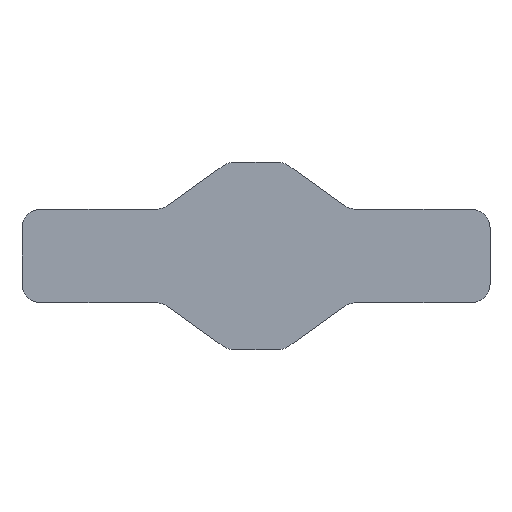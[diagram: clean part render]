
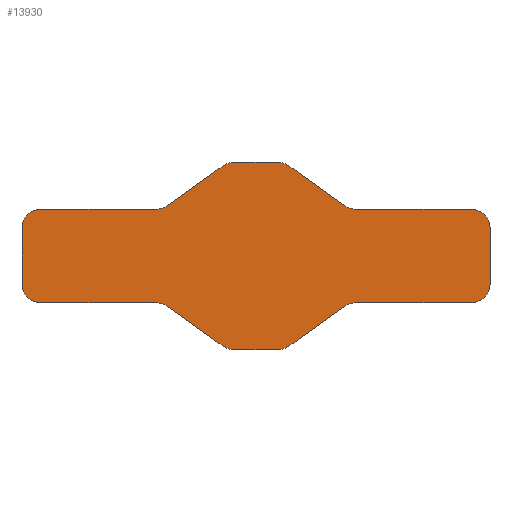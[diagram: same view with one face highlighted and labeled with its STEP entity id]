
A CAD part, front view. The second image highlights one B-rep face of the part: STEP entity #13930.
In plain terms, the highlighted planar face has unit normal (0, -1, 0).
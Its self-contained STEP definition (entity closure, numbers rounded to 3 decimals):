
#27=CARTESIAN_POINT('',(-1150.,0.,-150.));
#28=DIRECTION('',(0.,-1.,0.));
#29=DIRECTION('',(-1.,0.,0.));
#30=AXIS2_PLACEMENT_3D('',#27,#28,#29);
#36=DIRECTION('',(0.,0.,1.));
#37=VECTOR('',#36,300.);
#38=CARTESIAN_POINT('',(-1250.,0.,-150.));
#39=LINE('',#38,#37);
#43=CARTESIAN_POINT('',(-1150.,0.,150.));
#44=DIRECTION('',(0.,-1.,0.));
#45=DIRECTION('',(0.,0.,1.));
#46=AXIS2_PLACEMENT_3D('',#43,#44,#45);
#51=DIRECTION('',(1.,0.,0.));
#52=VECTOR('',#51,617.953);
#53=CARTESIAN_POINT('',(-1150.,0.,250.));
#54=LINE('',#53,#52);
#58=DIRECTION('',(-0.814,0.,-0.581));
#59=VECTOR('',#58,366.023);
#60=CARTESIAN_POINT('',(-176.077,0.,
481.373));
#61=LINE('',#60,#59);
#65=CARTESIAN_POINT('',(-117.953,0.,400.));
#66=DIRECTION('',(0.,-1.,0.));
#67=DIRECTION('',(0.,0.,1.));
#68=AXIS2_PLACEMENT_3D('',#65,#66,#67);
#73=DIRECTION('',(-1.,0.,0.));
#74=VECTOR('',#73,235.907);
#75=CARTESIAN_POINT('',(117.953,0.,500.));
#76=LINE('',#75,#74);
#80=CARTESIAN_POINT('',(117.953,0.,400.));
#81=DIRECTION('',(0.,-1.,0.));
#82=DIRECTION('',(0.581,0.,0.814));
#83=AXIS2_PLACEMENT_3D('',#80,#81,#82);
#88=DIRECTION('',(-0.814,0.,0.581));
#89=VECTOR('',#88,366.023);
#90=CARTESIAN_POINT('',(473.923,0.,268.627));
#91=LINE('',#90,#89);
#95=DIRECTION('',(1.,0.,0.));
#96=VECTOR('',#95,617.953);
#97=CARTESIAN_POINT('',(532.047,0.,250.));
#98=LINE('',#97,#96);
#102=CARTESIAN_POINT('',(1150.,0.,150.));
#103=DIRECTION('',(0.,-1.,0.));
#104=DIRECTION('',(1.,0.,0.));
#105=AXIS2_PLACEMENT_3D('',#102,#103,#104);
#110=DIRECTION('',(0.,0.,-1.));
#111=VECTOR('',#110,300.);
#112=CARTESIAN_POINT('',(1250.,0.,150.));
#113=LINE('',#112,#111);
#117=CARTESIAN_POINT('',(1150.,0.,-150.));
#118=DIRECTION('',(0.,-1.,0.));
#119=DIRECTION('',(0.,0.,-1.));
#120=AXIS2_PLACEMENT_3D('',#117,#118,#119);
#125=DIRECTION('',(-1.,0.,0.));
#126=VECTOR('',#125,617.953);
#127=CARTESIAN_POINT('',(1150.,0.,-250.));
#128=LINE('',#127,#126);
#132=DIRECTION('',(0.814,0.,0.581));
#133=VECTOR('',#132,366.023);
#134=CARTESIAN_POINT('',(176.077,0.,
-481.373));
#135=LINE('',#134,#133);
#139=CARTESIAN_POINT('',(117.953,0.,-400.));
#140=DIRECTION('',(0.,-1.,0.));
#141=DIRECTION('',(0.,0.,-1.));
#142=AXIS2_PLACEMENT_3D('',#139,#140,#141);
#147=DIRECTION('',(1.,0.,0.));
#148=VECTOR('',#147,235.907);
#149=CARTESIAN_POINT('',(-117.953,0.,-500.));
#150=LINE('',#149,#148);
#154=CARTESIAN_POINT('',(-117.953,0.,-400.));
#155=DIRECTION('',(0.,-1.,0.));
#156=DIRECTION('',(-0.581,0.,-0.814));
#157=AXIS2_PLACEMENT_3D('',#154,#155,#156);
#162=DIRECTION('',(0.814,0.,-0.581));
#163=VECTOR('',#162,366.023);
#164=CARTESIAN_POINT('',(-473.923,0.,-268.627));
#165=LINE('',#164,#163);
#169=DIRECTION('',(-1.,0.,0.));
#170=VECTOR('',#169,617.953);
#171=CARTESIAN_POINT('',(-532.047,0.,-250.));
#172=LINE('',#171,#170);
#4406=CARTESIAN_POINT('',(532.047,0.,350.));
#4407=DIRECTION('',(0.,1.,0.));
#4408=DIRECTION('',(0.,0.,-1.));
#4409=AXIS2_PLACEMENT_3D('',#4406,#4407,#4408);
#4444=CARTESIAN_POINT('',(-532.047,0.,350.));
#4445=DIRECTION('',(0.,1.,0.));
#4446=DIRECTION('',(0.581,0.,-0.814));
#4447=AXIS2_PLACEMENT_3D('',#4444,#4445,#4446);
#4466=CARTESIAN_POINT('',(-532.047,0.,-350.));
#4467=DIRECTION('',(0.,1.,0.));
#4468=DIRECTION('',(0.,0.,1.));
#4469=AXIS2_PLACEMENT_3D('',#4466,#4467,#4468);
#4504=CARTESIAN_POINT('',(532.047,0.,-350.));
#4505=DIRECTION('',(0.,1.,0.));
#4506=DIRECTION('',(-0.581,0.,0.814));
#4507=AXIS2_PLACEMENT_3D('',#4504,#4505,#4506);
#13639=CARTESIAN_POINT('',(-1250.,0.,-150.));
#13640=CARTESIAN_POINT('',(-1150.,0.,-250.));
#13641=VERTEX_POINT('',#13639);
#13642=VERTEX_POINT('',#13640);
#13649=CARTESIAN_POINT('',(-1150.,0.,250.));
#13650=CARTESIAN_POINT('',(-1250.,0.,150.));
#13651=VERTEX_POINT('',#13649);
#13652=VERTEX_POINT('',#13650);
#13659=CARTESIAN_POINT('',(1250.,0.,150.));
#13660=CARTESIAN_POINT('',(1150.,0.,250.));
#13661=VERTEX_POINT('',#13659);
#13662=VERTEX_POINT('',#13660);
#13667=CARTESIAN_POINT('',(1150.,0.,-250.));
#13668=CARTESIAN_POINT('',(1250.,0.,-150.));
#13669=VERTEX_POINT('',#13667);
#13670=VERTEX_POINT('',#13668);
#13675=CARTESIAN_POINT('',(-532.047,0.,-250.));
#13677=VERTEX_POINT('',#13675);
#13679=CARTESIAN_POINT('',(-473.923,0.,-268.627));
#13681=VERTEX_POINT('',#13679);
#13684=CARTESIAN_POINT('',(532.047,0.,-250.));
#13686=VERTEX_POINT('',#13684);
#13688=CARTESIAN_POINT('',(473.923,0.,-268.627));
#13690=VERTEX_POINT('',#13688);
#13692=CARTESIAN_POINT('',(-532.047,0.,250.));
#13694=VERTEX_POINT('',#13692);
#13696=CARTESIAN_POINT('',(-473.923,0.,268.627));
#13698=VERTEX_POINT('',#13696);
#13699=CARTESIAN_POINT('',(532.047,0.,250.));
#13701=VERTEX_POINT('',#13699);
#13703=CARTESIAN_POINT('',(473.923,0.,268.627));
#13705=VERTEX_POINT('',#13703);
#13711=CARTESIAN_POINT('',(-176.077,0.,-481.373));
#13712=VERTEX_POINT('',#13711);
#13713=CARTESIAN_POINT('',(-117.953,0.,-500.));
#13714=VERTEX_POINT('',#13713);
#13719=CARTESIAN_POINT('',(117.953,0.,-500.));
#13720=VERTEX_POINT('',#13719);
#13721=CARTESIAN_POINT('',(176.077,0.,
-481.373));
#13722=VERTEX_POINT('',#13721);
#13727=CARTESIAN_POINT('',(-117.953,0.,500.));
#13728=VERTEX_POINT('',#13727);
#13729=CARTESIAN_POINT('',(-176.077,0.,
481.373));
#13730=VERTEX_POINT('',#13729);
#13735=CARTESIAN_POINT('',(176.077,0.,481.373));
#13736=VERTEX_POINT('',#13735);
#13737=CARTESIAN_POINT('',(117.953,0.,500.));
#13738=VERTEX_POINT('',#13737);
#13875=CARTESIAN_POINT('',(0.,0.,0.));
#13876=DIRECTION('',(0.,1.,0.));
#13877=DIRECTION('',(1.,0.,0.));
#13878=AXIS2_PLACEMENT_3D('',#13875,#13876,#13877);
#13879=PLANE('',#13878);
#13881=ORIENTED_EDGE('',*,*,#13880,.F.);
#13883=ORIENTED_EDGE('',*,*,#13882,.T.);
#13885=ORIENTED_EDGE('',*,*,#13884,.F.);
#13887=ORIENTED_EDGE('',*,*,#13886,.T.);
#13889=ORIENTED_EDGE('',*,*,#13888,.F.);
#13891=ORIENTED_EDGE('',*,*,#13890,.F.);
#13893=ORIENTED_EDGE('',*,*,#13892,.F.);
#13895=ORIENTED_EDGE('',*,*,#13894,.F.);
#13897=ORIENTED_EDGE('',*,*,#13896,.F.);
#13899=ORIENTED_EDGE('',*,*,#13898,.F.);
#13901=ORIENTED_EDGE('',*,*,#13900,.F.);
#13903=ORIENTED_EDGE('',*,*,#13902,.T.);
#13905=ORIENTED_EDGE('',*,*,#13904,.F.);
#13907=ORIENTED_EDGE('',*,*,#13906,.T.);
#13909=ORIENTED_EDGE('',*,*,#13908,.F.);
#13911=ORIENTED_EDGE('',*,*,#13910,.T.);
#13913=ORIENTED_EDGE('',*,*,#13912,.F.);
#13915=ORIENTED_EDGE('',*,*,#13914,.F.);
#13917=ORIENTED_EDGE('',*,*,#13916,.F.);
#13919=ORIENTED_EDGE('',*,*,#13918,.F.);
#13921=ORIENTED_EDGE('',*,*,#13920,.F.);
#13923=ORIENTED_EDGE('',*,*,#13922,.F.);
#13925=ORIENTED_EDGE('',*,*,#13924,.F.);
#13927=ORIENTED_EDGE('',*,*,#13926,.T.);
#13928=EDGE_LOOP('',(#13881,#13883,#13885,#13887,#13889,#13891,#13893,#13895,
#13897,#13899,#13901,#13903,#13905,#13907,#13909,#13911,#13913,#13915,#13917,
#13919,#13921,#13923,#13925,#13927));
#13929=FACE_OUTER_BOUND('',#13928,.F.);
#31=CIRCLE('',#30,100.);
#47=CIRCLE('',#46,100.);
#69=CIRCLE('',#68,100.);
#84=CIRCLE('',#83,100.);
#106=CIRCLE('',#105,100.);
#121=CIRCLE('',#120,100.);
#143=CIRCLE('',#142,100.);
#158=CIRCLE('',#157,100.);
#4410=CIRCLE('',#4409,100.);
#4448=CIRCLE('',#4447,100.);
#4470=CIRCLE('',#4469,100.);
#4508=CIRCLE('',#4507,100.);
#13880=EDGE_CURVE('',#13641,#13642,#31,.T.);
#13882=EDGE_CURVE('',#13641,#13652,#39,.T.);
#13884=EDGE_CURVE('',#13651,#13652,#47,.T.);
#13886=EDGE_CURVE('',#13651,#13694,#54,.T.);
#13888=EDGE_CURVE('',#13698,#13694,#4448,.T.);
#13890=EDGE_CURVE('',#13730,#13698,#61,.T.);
#13892=EDGE_CURVE('',#13728,#13730,#69,.T.);
#13894=EDGE_CURVE('',#13738,#13728,#76,.T.);
#13896=EDGE_CURVE('',#13736,#13738,#84,.T.);
#13898=EDGE_CURVE('',#13705,#13736,#91,.T.);
#13900=EDGE_CURVE('',#13701,#13705,#4410,.T.);
#13902=EDGE_CURVE('',#13701,#13662,#98,.T.);
#13904=EDGE_CURVE('',#13661,#13662,#106,.T.);
#13906=EDGE_CURVE('',#13661,#13670,#113,.T.);
#13908=EDGE_CURVE('',#13669,#13670,#121,.T.);
#13910=EDGE_CURVE('',#13669,#13686,#128,.T.);
#13912=EDGE_CURVE('',#13690,#13686,#4508,.T.);
#13914=EDGE_CURVE('',#13722,#13690,#135,.T.);
#13916=EDGE_CURVE('',#13720,#13722,#143,.T.);
#13918=EDGE_CURVE('',#13714,#13720,#150,.T.);
#13920=EDGE_CURVE('',#13712,#13714,#158,.T.);
#13922=EDGE_CURVE('',#13681,#13712,#165,.T.);
#13924=EDGE_CURVE('',#13677,#13681,#4470,.T.);
#13926=EDGE_CURVE('',#13677,#13642,#172,.T.);
#13930=ADVANCED_FACE('',(#13929),#13879,.F.);
